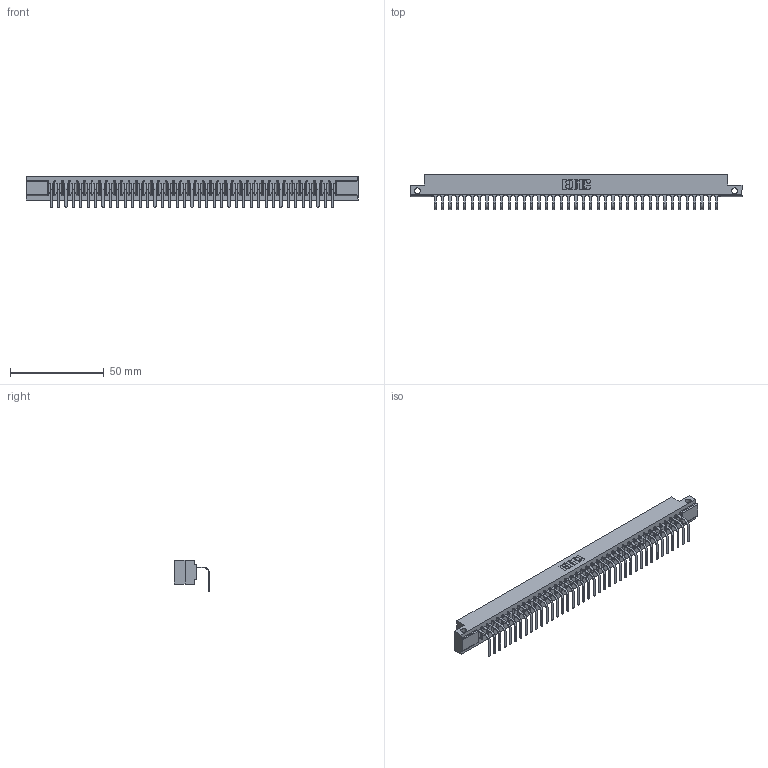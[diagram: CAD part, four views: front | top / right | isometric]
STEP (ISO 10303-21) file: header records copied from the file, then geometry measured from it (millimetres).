
FILE_DESCRIPTION (( 'STEP AP203' ), '1' );
FILE_NAME ('357-039-458-112.STEP', '2022-07-18T19:49:37', ( '' ), ( '' ), 'SwSTEP 2.0', 'SolidWorks 2020', '' );
FILE_SCHEMA (( 'CONFIG_CONTROL_DESIGN' ));
Length unit declared in the file: inch
Products named in the file (3): 307 Part_.128 Dia Side Mounting Holes; 357-039-458-112; 307-290-001_558 - 2 (Single)
Assembly tree (40 placements, depth 2):
  357-039-458-112
    307 Part_.128 Dia Side Mounting Holes
    307-290-001_558 - 2 (Single)  x39
Bounding box: 177.55 x 18.78 x 16.8 mm (x, y, z)
Volume: 18432.9 mm3; surface area: 20486.6 mm2
Topology: 40 solids, 40 shells, 2498 faces, 7109 edges, 4578 vertices
Faces by surface type: plane 1591, cylinder 827, sphere 80
Entity records: 33910 total; most frequent: CARTESIAN_POINT 5712, ORIENTED_EDGE 5698, DIRECTION 5557, EDGE_CURVE 2849, LINE 2183, VECTOR 2183, VERTEX_POINT 1842, AXIS2_PLACEMENT_3D 1687
